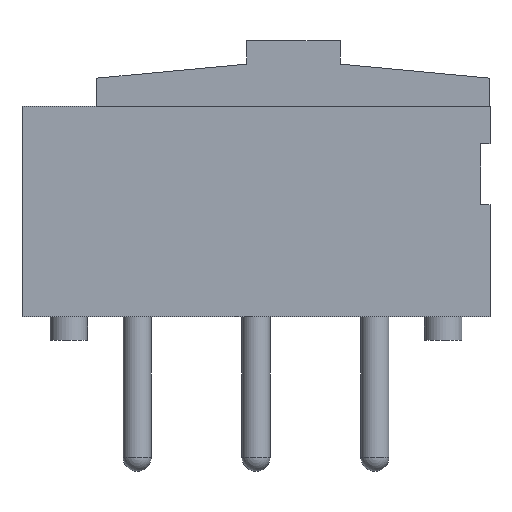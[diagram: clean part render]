
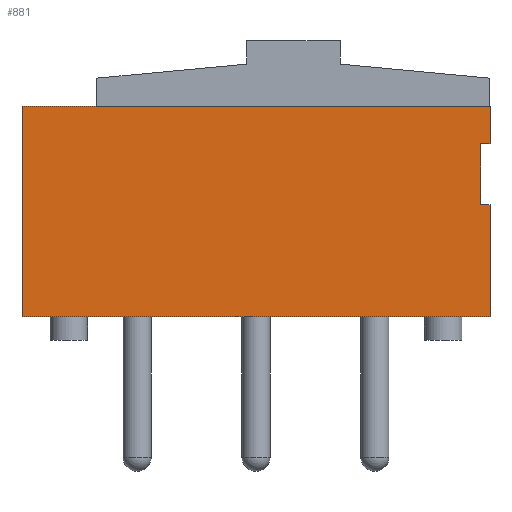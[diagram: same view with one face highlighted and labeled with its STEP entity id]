
A CAD part, front view. The second image highlights one B-rep face of the part: STEP entity #881.
In plain terms, the highlighted planar face has unit normal (0, -1, 0).
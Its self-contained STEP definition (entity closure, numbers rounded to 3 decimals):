
#24 = ORIENTED_EDGE ( 'NONE', *, *, #849, .F. ) ;
#72 = EDGE_CURVE ( 'NONE', #533, #386, #1518, .T. ) ;
#82 = ORIENTED_EDGE ( 'NONE', *, *, #1704, .F. ) ;
#86 = CARTESIAN_POINT ( 'NONE',  ( 4.8, -1.25, 4.2 ) ) ;
#143 = ORIENTED_EDGE ( 'NONE', *, *, #72, .F. ) ;
#165 = CARTESIAN_POINT ( 'NONE',  ( 4.8, -1.25, 4.2 ) ) ;
#179 = VERTEX_POINT ( 'NONE', #86 ) ;
#239 = CARTESIAN_POINT ( 'NONE',  ( -5., -1.25, 5. ) ) ;
#247 = DIRECTION ( 'NONE',  ( 0., 1., 0. ) ) ;
#255 = DIRECTION ( 'NONE',  ( 0., 0., 1. ) ) ;
#262 = VECTOR ( 'NONE', #1069, 1000. ) ;
#312 = CARTESIAN_POINT ( 'NONE',  ( -5., -1.25, 0.5 ) ) ;
#342 = DIRECTION ( 'NONE',  ( -1., 0., 0. ) ) ;
#386 = VERTEX_POINT ( 'NONE', #312 ) ;
#401 = ORIENTED_EDGE ( 'NONE', *, *, #2147, .F. ) ;
#412 = CARTESIAN_POINT ( 'NONE',  ( 5., -1.25, 4.2 ) ) ;
#439 = CARTESIAN_POINT ( 'NONE',  ( 4.8, -1.25, 2.9 ) ) ;
#446 = VERTEX_POINT ( 'NONE', #938 ) ;
#451 = DIRECTION ( 'NONE',  ( 0., 0., -1. ) ) ;
#509 = VERTEX_POINT ( 'NONE', #746 ) ;
#510 = VECTOR ( 'NONE', #1826, 1000. ) ;
#533 = VERTEX_POINT ( 'NONE', #1615 ) ;
#616 = EDGE_CURVE ( 'NONE', #775, #446, #857, .T. ) ;
#711 = LINE ( 'NONE', #2216, #844 ) ;
#714 = CARTESIAN_POINT ( 'NONE',  ( -5., -1.25, 0.5 ) ) ;
#746 = CARTESIAN_POINT ( 'NONE',  ( 5., -1.25, 5. ) ) ;
#775 = VERTEX_POINT ( 'NONE', #920 ) ;
#844 = VECTOR ( 'NONE', #1714, 1000. ) ;
#849 = EDGE_CURVE ( 'NONE', #509, #1712, #1013, .T. ) ;
#857 = LINE ( 'NONE', #439, #510 ) ;
#881 = ADVANCED_FACE ( 'NONE', ( #1629 ), #1311, .F. ) ;
#894 = ORIENTED_EDGE ( 'NONE', *, *, #1394, .F. ) ;
#896 = EDGE_CURVE ( 'NONE', #1712, #179, #1681, .T. ) ;
#920 = CARTESIAN_POINT ( 'NONE',  ( 4.8, -1.25, 2.9 ) ) ;
#933 = VECTOR ( 'NONE', #451, 1000. ) ;
#938 = CARTESIAN_POINT ( 'NONE',  ( 5., -1.25, 2.9 ) ) ;
#943 = VECTOR ( 'NONE', #2237, 1000. ) ;
#1003 = VECTOR ( 'NONE', #1778, 1000. ) ;
#1013 = LINE ( 'NONE', #1036, #933 ) ;
#1014 = DIRECTION ( 'NONE',  ( 0., 0., -1. ) ) ;
#1032 = VECTOR ( 'NONE', #1014, 1000. ) ;
#1036 = CARTESIAN_POINT ( 'NONE',  ( 5., -1.25, 4.2 ) ) ;
#1069 = DIRECTION ( 'NONE',  ( -1., 0., 0. ) ) ;
#1311 = PLANE ( 'NONE',  #2133 ) ;
#1394 = EDGE_CURVE ( 'NONE', #386, #1782, #711, .T. ) ;
#1431 = EDGE_CURVE ( 'NONE', #179, #775, #1887, .T. ) ;
#1456 = LINE ( 'NONE', #239, #1003 ) ;
#1489 = CARTESIAN_POINT ( 'NONE',  ( 5., -1.25, 4.2 ) ) ;
#1518 = LINE ( 'NONE', #714, #262 ) ;
#1606 = ORIENTED_EDGE ( 'NONE', *, *, #1431, .F. ) ;
#1615 = CARTESIAN_POINT ( 'NONE',  ( 5., -1.25, 0.5 ) ) ;
#1629 = FACE_OUTER_BOUND ( 'NONE', #1780, .T. ) ;
#1668 = LINE ( 'NONE', #2057, #943 ) ;
#1681 = LINE ( 'NONE', #1489, #1819 ) ;
#1704 = EDGE_CURVE ( 'NONE', #1782, #509, #1456, .T. ) ;
#1712 = VERTEX_POINT ( 'NONE', #412 ) ;
#1714 = DIRECTION ( 'NONE',  ( 0., 0., 1. ) ) ;
#1731 = ORIENTED_EDGE ( 'NONE', *, *, #896, .F. ) ;
#1778 = DIRECTION ( 'NONE',  ( 1., 0., 0. ) ) ;
#1780 = EDGE_LOOP ( 'NONE', ( #24, #82, #894, #143, #401, #2134, #1606, #1731 ) ) ;
#1782 = VERTEX_POINT ( 'NONE', #2178 ) ;
#1819 = VECTOR ( 'NONE', #342, 1000. ) ;
#1826 = DIRECTION ( 'NONE',  ( 1., 0., 0. ) ) ;
#1887 = LINE ( 'NONE', #165, #1032 ) ;
#2057 = CARTESIAN_POINT ( 'NONE',  ( 5., -1.25, 0.5 ) ) ;
#2133 = AXIS2_PLACEMENT_3D ( 'NONE', #2163, #247, #255 ) ;
#2134 = ORIENTED_EDGE ( 'NONE', *, *, #616, .F. ) ;
#2147 = EDGE_CURVE ( 'NONE', #446, #533, #1668, .T. ) ;
#2163 = CARTESIAN_POINT ( 'NONE',  ( 0., -1.25, 0. ) ) ;
#2178 = CARTESIAN_POINT ( 'NONE',  ( -5., -1.25, 5. ) ) ;
#2216 = CARTESIAN_POINT ( 'NONE',  ( -5., -1.25, 0.5 ) ) ;
#2237 = DIRECTION ( 'NONE',  ( 0., 0., -1. ) ) ;
